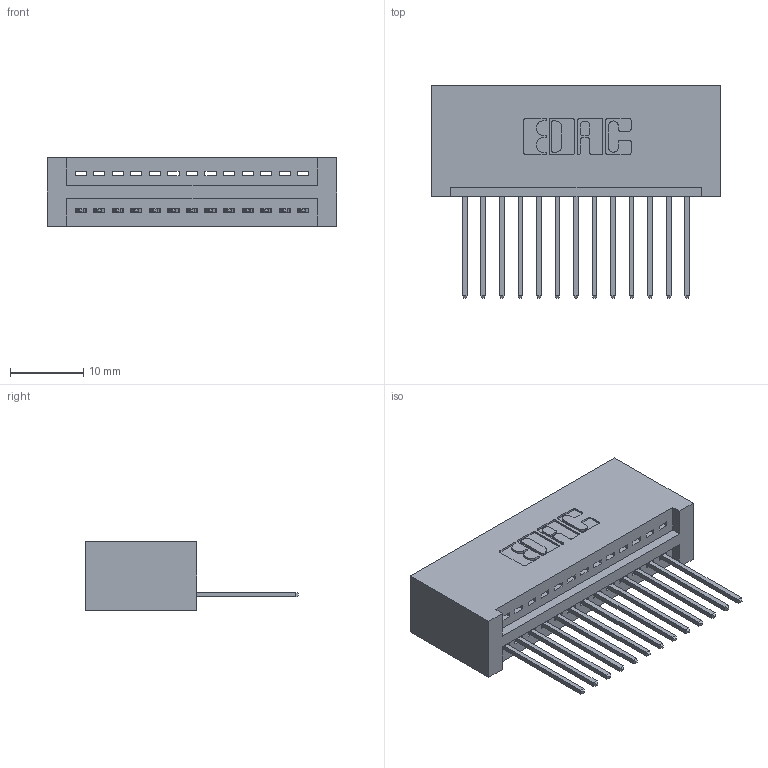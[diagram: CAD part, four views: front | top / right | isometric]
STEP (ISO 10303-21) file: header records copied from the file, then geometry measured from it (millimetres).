
FILE_DESCRIPTION (( 'STEP AP203' ), '1' );
FILE_NAME ('345-013-540-101.STEP', '2019-10-04T03:48:58', ( '' ), ( '' ), 'SwSTEP 2.0', 'SolidWorks 2016', '' );
FILE_SCHEMA (( 'CONFIG_CONTROL_DESIGN' ));
Length unit declared in the file: inch
Products named in the file (3): 345-013-540-101; 345 Part_No Mounting Lugs; 345-292-001_345-293-140
Assembly tree (14 placements, depth 2):
  345-013-540-101
    345 Part_No Mounting Lugs
    345-292-001_345-293-140  x13
Bounding box: 39.62 x 29.13 x 9.4 mm (x, y, z)
Volume: 4127.9 mm3; surface area: 5408.3 mm2
Topology: 14 solids, 14 shells, 872 faces, 2605 edges, 1718 vertices
Faces by surface type: plane 596, cylinder 276
Entity records: 13429 total; most frequent: CARTESIAN_POINT 2335, ORIENTED_EDGE 2282, DIRECTION 2075, EDGE_CURVE 1141, VECTOR 965, LINE 965, VERTEX_POINT 758, AXIS2_PLACEMENT_3D 555
